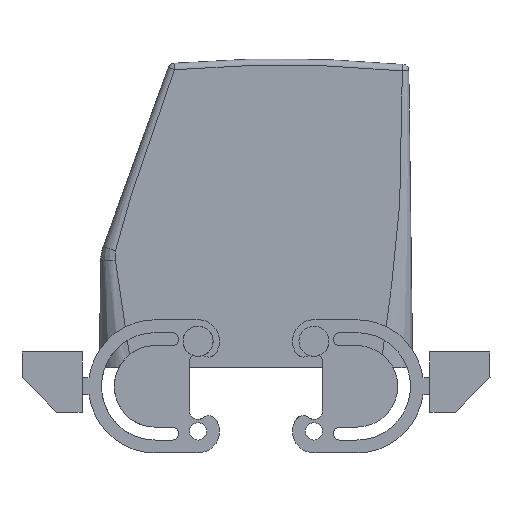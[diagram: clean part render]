
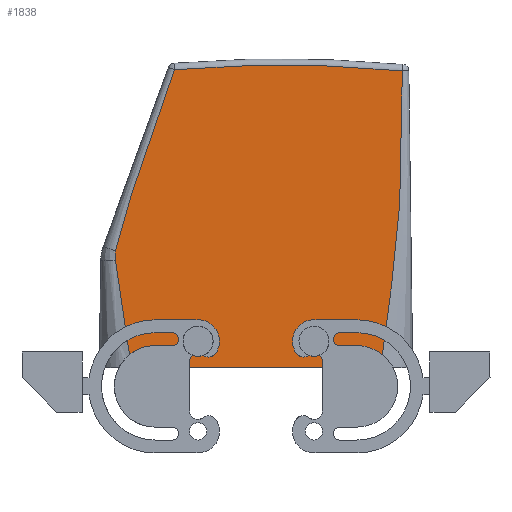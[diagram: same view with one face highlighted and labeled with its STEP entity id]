
A CAD part, left-side view. The second image highlights one B-rep face of the part: STEP entity #1838.
In plain terms, the highlighted planar face has unit normal (-1, 0, 0).
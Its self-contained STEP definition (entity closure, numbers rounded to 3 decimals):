
#1730=AXIS2_PLACEMENT_3D('Plane Axis2P3D',#1727,#1728,#1729) ;
#1791=AXIS2_PLACEMENT_3D('Circle Axis2P3D',#1789,#1790,$) ;
#1804=AXIS2_PLACEMENT_3D('Circle Axis2P3D',#1802,#1803,$) ;
#1813=AXIS2_PLACEMENT_3D('Circle Axis2P3D',#1811,#1812,$) ;
#1822=AXIS2_PLACEMENT_3D('Circle Axis2P3D',#1820,#1821,$) ;
#1831=AXIS2_PLACEMENT_3D('Circle Axis2P3D',#1829,#1830,$) ;
#806=CARTESIAN_POINT('Vertex',(7.,73.485,89.252)) ;
#819=CARTESIAN_POINT('Vertex',(7.,87.235,47.057)) ;
#823=CARTESIAN_POINT('Control Point',(7.,73.485,89.252)) ;
#824=CARTESIAN_POINT('Control Point',(7.,74.167,87.338)) ;
#825=CARTESIAN_POINT('Control Point',(7.,74.839,85.441)) ;
#826=CARTESIAN_POINT('Control Point',(7.,75.494,83.582)) ;
#827=CARTESIAN_POINT('Control Point',(7.,76.76,79.962)) ;
#828=CARTESIAN_POINT('Control Point',(7.,78.014,76.34)) ;
#829=CARTESIAN_POINT('Control Point',(7.,78.599,74.643)) ;
#830=CARTESIAN_POINT('Control Point',(7.,79.764,71.247)) ;
#831=CARTESIAN_POINT('Control Point',(7.,80.921,67.851)) ;
#832=CARTESIAN_POINT('Control Point',(7.,81.496,66.153)) ;
#833=CARTESIAN_POINT('Control Point',(7.,82.478,63.235)) ;
#834=CARTESIAN_POINT('Control Point',(7.,83.442,60.313)) ;
#835=CARTESIAN_POINT('Control Point',(7.,83.815,59.171)) ;
#836=CARTESIAN_POINT('Control Point',(7.,84.811,56.035)) ;
#837=CARTESIAN_POINT('Control Point',(7.,85.738,52.879)) ;
#838=CARTESIAN_POINT('Control Point',(7.,86.27,50.947)) ;
#839=CARTESIAN_POINT('Control Point',(7.,86.768,49.006)) ;
#840=CARTESIAN_POINT('Control Point',(7.,87.235,47.057)) ;
#1654=CARTESIAN_POINT('Vertex',(7.,87.243,44.755)) ;
#1658=CARTESIAN_POINT('Control Point',(7.,87.235,47.057)) ;
#1659=CARTESIAN_POINT('Control Point',(7.,87.322,46.595)) ;
#1660=CARTESIAN_POINT('Control Point',(7.,87.368,46.126)) ;
#1661=CARTESIAN_POINT('Control Point',(7.,87.37,45.657)) ;
#1662=CARTESIAN_POINT('Control Point',(7.,87.327,45.197)) ;
#1663=CARTESIAN_POINT('Control Point',(7.,87.243,44.755)) ;
#1727=CARTESIAN_POINT('Axis2P3D Location',(7.,16.467,-11.)) ;
#1733=CARTESIAN_POINT('Control Point',(7.,87.243,44.755)) ;
#1734=CARTESIAN_POINT('Control Point',(7.,86.826,41.312)) ;
#1735=CARTESIAN_POINT('Control Point',(7.,86.335,37.872)) ;
#1736=CARTESIAN_POINT('Control Point',(7.,85.798,34.48)) ;
#1737=CARTESIAN_POINT('Control Point',(7.,85.162,30.525)) ;
#1738=CARTESIAN_POINT('Control Point',(7.,84.541,26.563)) ;
#1739=CARTESIAN_POINT('Control Point',(7.,84.475,26.141)) ;
#1740=CARTESIAN_POINT('Control Point',(7.,84.317,25.124)) ;
#1741=CARTESIAN_POINT('Control Point',(7.,84.162,24.112)) ;
#1742=CARTESIAN_POINT('Control Point',(7.,84.086,23.618)) ;
#1743=CARTESIAN_POINT('Control Point',(7.,83.925,22.558)) ;
#1744=CARTESIAN_POINT('Control Point',(7.,83.767,21.5)) ;
#1745=CARTESIAN_POINT('Control Point',(7.,83.682,20.935)) ;
#1746=CARTESIAN_POINT('Control Point',(7.,83.599,20.368)) ;
#1747=CARTESIAN_POINT('Control Point',(7.,83.515,19.8)) ;
#1748=CARTESIAN_POINT('Vertex',(7.,83.515,19.8)) ;
#1751=CARTESIAN_POINT('Line Origine',(7.,54.501,19.8)) ;
#1755=CARTESIAN_POINT('Vertex',(7.,25.487,19.8)) ;
#1759=CARTESIAN_POINT('Control Point',(7.,20.421,88.976)) ;
#1760=CARTESIAN_POINT('Control Point',(7.,20.419,87.415)) ;
#1761=CARTESIAN_POINT('Control Point',(7.,20.42,85.854)) ;
#1762=CARTESIAN_POINT('Control Point',(7.,20.424,84.292)) ;
#1763=CARTESIAN_POINT('Control Point',(7.,20.435,82.029)) ;
#1764=CARTESIAN_POINT('Control Point',(7.,20.453,79.767)) ;
#1765=CARTESIAN_POINT('Control Point',(7.,20.459,79.044)) ;
#1766=CARTESIAN_POINT('Control Point',(7.,20.484,76.328)) ;
#1767=CARTESIAN_POINT('Control Point',(7.,20.518,73.611)) ;
#1768=CARTESIAN_POINT('Control Point',(7.,20.55,71.497)) ;
#1769=CARTESIAN_POINT('Control Point',(7.,20.594,69.067)) ;
#1770=CARTESIAN_POINT('Control Point',(7.,20.658,66.649)) ;
#1771=CARTESIAN_POINT('Control Point',(7.,20.67,66.233)) ;
#1772=CARTESIAN_POINT('Control Point',(7.,20.845,60.287)) ;
#1773=CARTESIAN_POINT('Control Point',(7.,21.166,54.343)) ;
#1774=CARTESIAN_POINT('Control Point',(7.,21.694,48.803)) ;
#1775=CARTESIAN_POINT('Control Point',(7.,22.611,41.158)) ;
#1776=CARTESIAN_POINT('Control Point',(7.,23.64,33.526)) ;
#1777=CARTESIAN_POINT('Control Point',(7.,23.93,31.401)) ;
#1778=CARTESIAN_POINT('Control Point',(7.,24.28,28.839)) ;
#1779=CARTESIAN_POINT('Control Point',(7.,24.627,26.277)) ;
#1780=CARTESIAN_POINT('Control Point',(7.,24.686,25.84)) ;
#1781=CARTESIAN_POINT('Control Point',(7.,24.885,24.364)) ;
#1782=CARTESIAN_POINT('Control Point',(7.,25.081,22.891)) ;
#1783=CARTESIAN_POINT('Control Point',(7.,25.217,21.86)) ;
#1784=CARTESIAN_POINT('Control Point',(7.,25.352,20.831)) ;
#1785=CARTESIAN_POINT('Control Point',(7.,25.487,19.8)) ;
#1786=CARTESIAN_POINT('Vertex',(7.,20.421,88.976)) ;
#1789=CARTESIAN_POINT('Axis2P3D Location',(7.,48.5,-208.2)) ;
#1802=CARTESIAN_POINT('Axis2P3D Location',(7.,68.,26.)) ;
#1806=CARTESIAN_POINT('Vertex',(7.,66.245,25.041)) ;
#1808=CARTESIAN_POINT('Vertex',(7.,69.755,26.959)) ;
#1811=CARTESIAN_POINT('Axis2P3D Location',(7.,68.,26.)) ;
#1820=CARTESIAN_POINT('Axis2P3D Location',(7.,41.,26.)) ;
#1824=CARTESIAN_POINT('Vertex',(7.,39.245,26.959)) ;
#1826=CARTESIAN_POINT('Vertex',(7.,42.755,25.041)) ;
#1829=CARTESIAN_POINT('Axis2P3D Location',(7.,41.,26.)) ;
#1728=DIRECTION('Axis2P3D Direction',(-1.,0.,0.)) ;
#1729=DIRECTION('Axis2P3D XDirection',(0.,-0.17,0.985)) ;
#1752=DIRECTION('Vector Direction',(0.,-1.,0.)) ;
#1790=DIRECTION('Axis2P3D Direction',(-1.,0.,0.)) ;
#1803=DIRECTION('Axis2P3D Direction',(-1.,0.,0.)) ;
#1812=DIRECTION('Axis2P3D Direction',(-1.,0.,0.)) ;
#1821=DIRECTION('Axis2P3D Direction',(-1.,0.,0.)) ;
#1830=DIRECTION('Axis2P3D Direction',(-1.,0.,0.)) ;
#1753=VECTOR('Line Direction',#1752,1.) ;
#1795=ORIENTED_EDGE('',*,*,#841,.F.) ;
#1796=ORIENTED_EDGE('',*,*,#1664,.F.) ;
#1797=ORIENTED_EDGE('',*,*,#1750,.F.) ;
#1798=ORIENTED_EDGE('',*,*,#1757,.T.) ;
#1799=ORIENTED_EDGE('',*,*,#1788,.T.) ;
#1800=ORIENTED_EDGE('',*,*,#1793,.T.) ;
#1817=ORIENTED_EDGE('',*,*,#1810,.F.) ;
#1818=ORIENTED_EDGE('',*,*,#1815,.F.) ;
#1835=ORIENTED_EDGE('',*,*,#1828,.F.) ;
#1836=ORIENTED_EDGE('',*,*,#1833,.F.) ;
#1819=FACE_BOUND('',#1816,.T.) ;
#1837=FACE_BOUND('',#1834,.T.) ;
#1838=ADVANCED_FACE('Housing',(#1801,#1819,#1837),#1731,.T.) ;
#822=B_SPLINE_CURVE_WITH_KNOTS('',5,(#823,#824,#825,#826,#827,#828,#829,#830,#831,#832,#833,#834,#835,#836,#837,#838,#839,#840),.UNSPECIFIED.,.F.,.U.,(6,3,3,3,3,6),(46.846,56.964,65.89,74.816,81.222,91.225),.UNSPECIFIED.) ;
#1657=B_SPLINE_CURVE_WITH_KNOTS('',5,(#1658,#1659,#1660,#1661,#1662,#1663),.UNSPECIFIED.,.F.,.U.,(6,6),(204.023,206.992),.UNSPECIFIED.) ;
#1732=B_SPLINE_CURVE_WITH_KNOTS('',5,(#1733,#1734,#1735,#1736,#1737,#1738,#1739,#1740,#1741,#1742,#1743,#1744,#1745,#1746,#1747),.UNSPECIFIED.,.F.,.U.,(6,3,3,3,6),(0.,24.507,28.211,31.774,35.859),.UNSPECIFIED.) ;
#1758=B_SPLINE_CURVE_WITH_KNOTS('',5,(#1759,#1760,#1761,#1762,#1763,#1764,#1765,#1766,#1767,#1768,#1769,#1770,#1771,#1772,#1773,#1774,#1775,#1776,#1777,#1778,#1779,#1780,#1781,#1782,#1783,#1784,#1785),.UNSPECIFIED.,.F.,.U.,(6,3,3,3,3,3,3,3,6),(0.,11.056,16.021,30.291,33.14,72.412,87.57,90.689,98.087),.UNSPECIFIED.) ;
#1792=CIRCLE('generated circle',#1791,298.5) ;
#1805=CIRCLE('generated circle',#1804,2.) ;
#1814=CIRCLE('generated circle',#1813,2.) ;
#1823=CIRCLE('generated circle',#1822,2.) ;
#1832=CIRCLE('generated circle',#1831,2.) ;
#841=EDGE_CURVE('',#820,#807,#822,.F.) ;
#1664=EDGE_CURVE('',#1655,#820,#1657,.F.) ;
#1750=EDGE_CURVE('',#1749,#1655,#1732,.F.) ;
#1757=EDGE_CURVE('',#1749,#1756,#1754,.T.) ;
#1788=EDGE_CURVE('',#1756,#1787,#1758,.F.) ;
#1793=EDGE_CURVE('',#1787,#807,#1792,.T.) ;
#1810=EDGE_CURVE('',#1807,#1809,#1805,.T.) ;
#1815=EDGE_CURVE('',#1809,#1807,#1814,.T.) ;
#1828=EDGE_CURVE('',#1825,#1827,#1823,.T.) ;
#1833=EDGE_CURVE('',#1827,#1825,#1832,.T.) ;
#1794=EDGE_LOOP('',(#1795,#1796,#1797,#1798,#1799,#1800)) ;
#1816=EDGE_LOOP('',(#1817,#1818)) ;
#1834=EDGE_LOOP('',(#1835,#1836)) ;
#1801=FACE_OUTER_BOUND('',#1794,.T.) ;
#1754=LINE('Line',#1751,#1753) ;
#1731=PLANE('',#1730) ;
#807=VERTEX_POINT('',#806) ;
#820=VERTEX_POINT('',#819) ;
#1655=VERTEX_POINT('',#1654) ;
#1749=VERTEX_POINT('',#1748) ;
#1756=VERTEX_POINT('',#1755) ;
#1787=VERTEX_POINT('',#1786) ;
#1807=VERTEX_POINT('',#1806) ;
#1809=VERTEX_POINT('',#1808) ;
#1825=VERTEX_POINT('',#1824) ;
#1827=VERTEX_POINT('',#1826) ;
